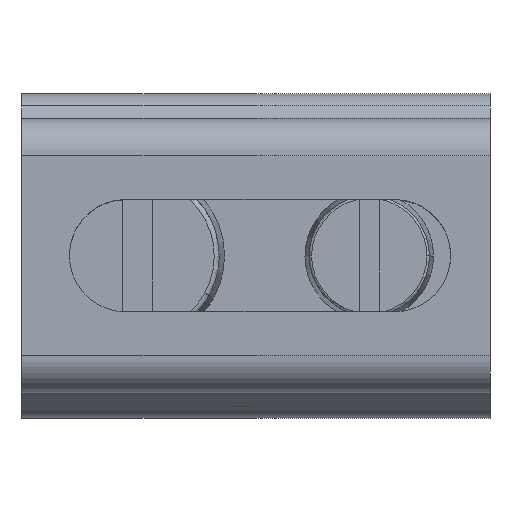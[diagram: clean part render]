
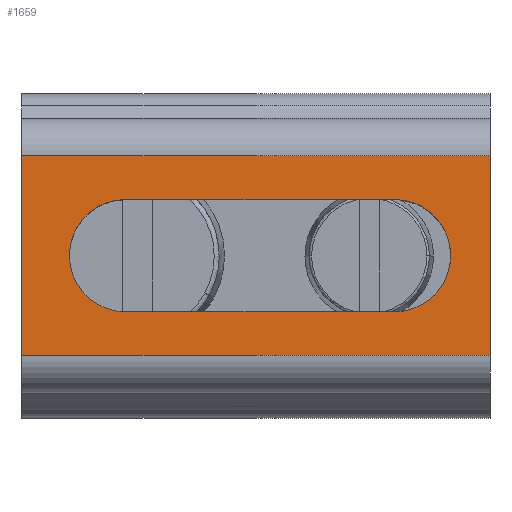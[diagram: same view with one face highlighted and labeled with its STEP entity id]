
A CAD part, top view. The second image highlights one B-rep face of the part: STEP entity #1659.
In plain terms, the highlighted planar face has unit normal (0, 0, 1).
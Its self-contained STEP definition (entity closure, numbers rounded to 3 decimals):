
#1612=AXIS2_PLACEMENT_3D('Plane Axis2P3D',#1609,#1610,#1611) ;
#1636=AXIS2_PLACEMENT_3D('Circle Axis2P3D',#1634,#1635,$) ;
#1650=AXIS2_PLACEMENT_3D('Circle Axis2P3D',#1648,#1649,$) ;
#674=CARTESIAN_POINT('Vertex',(0.,10.5,41.45)) ;
#770=CARTESIAN_POINT('Vertex',(0.,2.5,41.45)) ;
#773=CARTESIAN_POINT('Line Origine',(0.,6.5,41.45)) ;
#1365=CARTESIAN_POINT('Line Origine',(0.,10.5,41.45)) ;
#1369=CARTESIAN_POINT('Vertex',(18.75,10.5,41.45)) ;
#1593=CARTESIAN_POINT('Vertex',(18.75,2.5,41.45)) ;
#1596=CARTESIAN_POINT('Line Origine',(0.,2.5,41.45)) ;
#1609=CARTESIAN_POINT('Axis2P3D Location',(0.,10.5,41.45)) ;
#1614=CARTESIAN_POINT('Line Origine',(18.75,6.5,41.45)) ;
#1625=CARTESIAN_POINT('Line Origine',(9.538,8.75,41.45)) ;
#1629=CARTESIAN_POINT('Vertex',(4.15,8.75,41.45)) ;
#1631=CARTESIAN_POINT('Vertex',(14.925,8.75,41.45)) ;
#1634=CARTESIAN_POINT('Axis2P3D Location',(14.925,6.5,41.45)) ;
#1638=CARTESIAN_POINT('Vertex',(14.925,4.25,41.45)) ;
#1641=CARTESIAN_POINT('Line Origine',(9.538,4.25,41.45)) ;
#1645=CARTESIAN_POINT('Vertex',(4.15,4.25,41.45)) ;
#1648=CARTESIAN_POINT('Axis2P3D Location',(4.15,6.5,41.45)) ;
#774=DIRECTION('Vector Direction',(0.,-1.,0.)) ;
#1366=DIRECTION('Vector Direction',(1.,0.,0.)) ;
#1597=DIRECTION('Vector Direction',(1.,0.,0.)) ;
#1610=DIRECTION('Axis2P3D Direction',(-0.,0.,1.)) ;
#1611=DIRECTION('Axis2P3D XDirection',(0.,-1.,0.)) ;
#1615=DIRECTION('Vector Direction',(0.,-1.,0.)) ;
#1626=DIRECTION('Vector Direction',(1.,0.,0.)) ;
#1635=DIRECTION('Axis2P3D Direction',(-0.,0.,1.)) ;
#1642=DIRECTION('Vector Direction',(1.,0.,0.)) ;
#1649=DIRECTION('Axis2P3D Direction',(-0.,0.,1.)) ;
#775=VECTOR('Line Direction',#774,1.) ;
#1367=VECTOR('Line Direction',#1366,1.) ;
#1598=VECTOR('Line Direction',#1597,1.) ;
#1616=VECTOR('Line Direction',#1615,1.) ;
#1627=VECTOR('Line Direction',#1626,1.) ;
#1643=VECTOR('Line Direction',#1642,1.) ;
#1620=ORIENTED_EDGE('',*,*,#1371,.F.) ;
#1621=ORIENTED_EDGE('',*,*,#777,.F.) ;
#1622=ORIENTED_EDGE('',*,*,#1600,.F.) ;
#1623=ORIENTED_EDGE('',*,*,#1618,.F.) ;
#1654=ORIENTED_EDGE('',*,*,#1633,.T.) ;
#1655=ORIENTED_EDGE('',*,*,#1640,.T.) ;
#1656=ORIENTED_EDGE('',*,*,#1647,.F.) ;
#1657=ORIENTED_EDGE('',*,*,#1652,.F.) ;
#1658=FACE_BOUND('',#1653,.T.) ;
#1659=ADVANCED_FACE('K\X2\00F6\X0\rper.3',(#1624,#1658),#1613,.T.) ;
#1637=CIRCLE('generated circle',#1636,2.25) ;
#1651=CIRCLE('generated circle',#1650,2.25) ;
#777=EDGE_CURVE('',#771,#675,#776,.F.) ;
#1371=EDGE_CURVE('',#675,#1370,#1368,.T.) ;
#1600=EDGE_CURVE('',#1594,#771,#1599,.F.) ;
#1618=EDGE_CURVE('',#1370,#1594,#1617,.T.) ;
#1633=EDGE_CURVE('',#1630,#1632,#1628,.T.) ;
#1640=EDGE_CURVE('',#1632,#1639,#1637,.F.) ;
#1647=EDGE_CURVE('',#1646,#1639,#1644,.T.) ;
#1652=EDGE_CURVE('',#1630,#1646,#1651,.T.) ;
#1619=EDGE_LOOP('',(#1620,#1621,#1622,#1623)) ;
#1653=EDGE_LOOP('',(#1654,#1655,#1656,#1657)) ;
#1624=FACE_OUTER_BOUND('',#1619,.T.) ;
#776=LINE('Line',#773,#775) ;
#1368=LINE('Line',#1365,#1367) ;
#1599=LINE('Line',#1596,#1598) ;
#1617=LINE('Line',#1614,#1616) ;
#1628=LINE('Line',#1625,#1627) ;
#1644=LINE('Line',#1641,#1643) ;
#1613=PLANE('',#1612) ;
#675=VERTEX_POINT('',#674) ;
#771=VERTEX_POINT('',#770) ;
#1370=VERTEX_POINT('',#1369) ;
#1594=VERTEX_POINT('',#1593) ;
#1630=VERTEX_POINT('',#1629) ;
#1632=VERTEX_POINT('',#1631) ;
#1639=VERTEX_POINT('',#1638) ;
#1646=VERTEX_POINT('',#1645) ;
